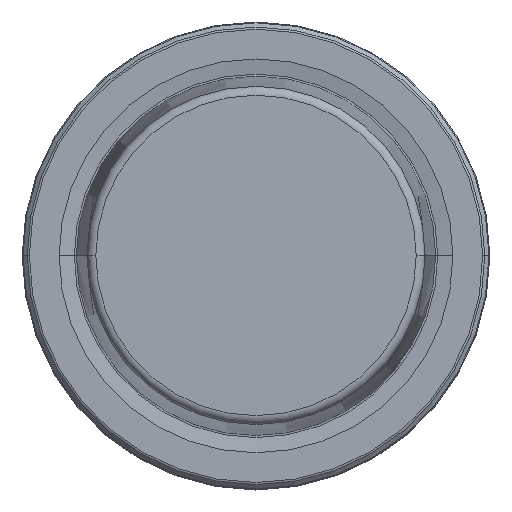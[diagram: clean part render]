
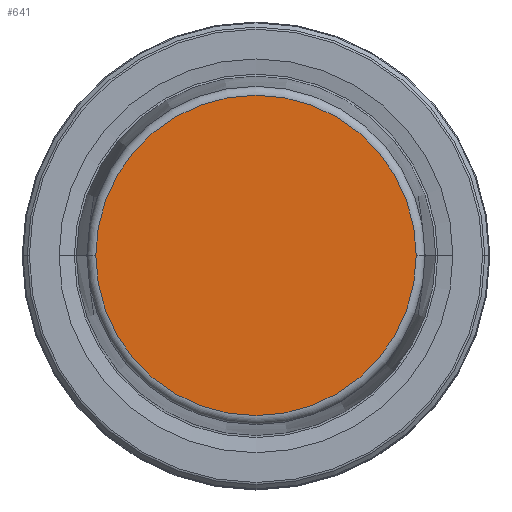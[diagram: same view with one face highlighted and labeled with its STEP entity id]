
A CAD part, top view. The second image highlights one B-rep face of the part: STEP entity #641.
In plain terms, the highlighted planar face has unit normal (0, 0, 1).
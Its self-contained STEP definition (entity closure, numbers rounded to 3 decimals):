
#6 = EDGE_CURVE ( 'NONE', #992, #936, #1141, .T. ) ;
#128 = DIRECTION ( 'NONE',  ( 0., 0., -1. ) ) ;
#166 = CARTESIAN_POINT ( 'NONE',  ( 0., 0., 31.9 ) ) ;
#196 = ORIENTED_EDGE ( 'NONE', *, *, #1076, .T. ) ;
#203 = AXIS2_PLACEMENT_3D ( 'NONE', #896, #1183, #789 ) ;
#268 = DIRECTION ( 'NONE',  ( 1., 0., 0. ) ) ;
#378 = AXIS2_PLACEMENT_3D ( 'NONE', #166, #854, #268 ) ;
#404 = EDGE_LOOP ( 'NONE', ( #196, #920 ) ) ;
#531 = CARTESIAN_POINT ( 'NONE',  ( 21.581, 0., 31.9 ) ) ;
#641 = ADVANCED_FACE ( 'NONE', ( #974 ), #1184, .F. ) ;
#789 = DIRECTION ( 'NONE',  ( 1., 0., 0. ) ) ;
#814 = DIRECTION ( 'NONE',  ( -1., 0., 0. ) ) ;
#854 = DIRECTION ( 'NONE',  ( 0., 0., 1. ) ) ;
#896 = CARTESIAN_POINT ( 'NONE',  ( 0., 0., 31.9 ) ) ;
#908 = CARTESIAN_POINT ( 'NONE',  ( 0., 0., 31.9 ) ) ;
#920 = ORIENTED_EDGE ( 'NONE', *, *, #6, .T. ) ;
#936 = VERTEX_POINT ( 'NONE', #531 ) ;
#974 = FACE_OUTER_BOUND ( 'NONE', #404, .T. ) ;
#992 = VERTEX_POINT ( 'NONE', #1125 ) ;
#1076 = EDGE_CURVE ( 'NONE', #936, #992, #1255, .T. ) ;
#1125 = CARTESIAN_POINT ( 'NONE',  ( -21.581, 0., 31.9 ) ) ;
#1141 = CIRCLE ( 'NONE', #203, 21.581 ) ;
#1157 = AXIS2_PLACEMENT_3D ( 'NONE', #908, #128, #814 ) ;
#1183 = DIRECTION ( 'NONE',  ( 0., 0., 1. ) ) ;
#1184 = PLANE ( 'NONE',  #1157 ) ;
#1255 = CIRCLE ( 'NONE', #378, 21.581 ) ;
